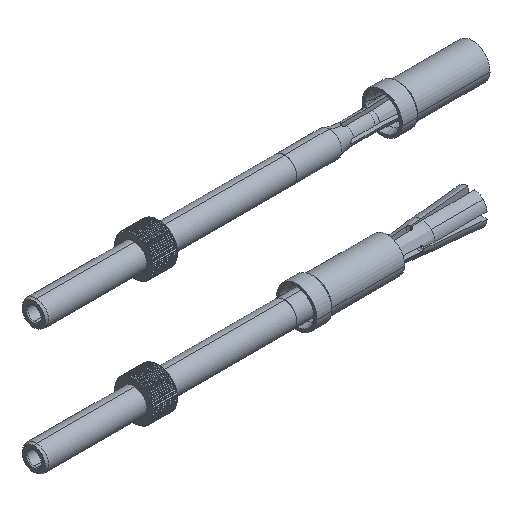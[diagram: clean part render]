
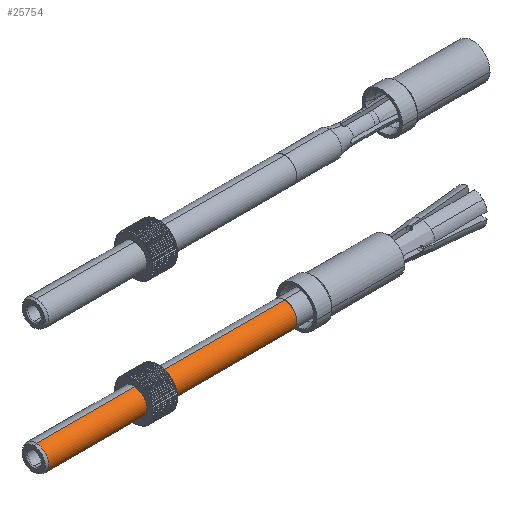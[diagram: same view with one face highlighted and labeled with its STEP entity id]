
A CAD part, isometric view. The second image highlights one B-rep face of the part: STEP entity #25754.
In plain terms, the highlighted cylindrical face has radius 5 mm (diameter 10 mm), a partial arc.
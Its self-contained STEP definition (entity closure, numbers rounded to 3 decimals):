
#4997 = ORIENTED_EDGE ( 'NONE', *, *, #13227, .F. ) ;
#8494 = DIRECTION ( 'NONE',  ( 1., 0., 0. ) ) ;
#13151 = DIRECTION ( 'NONE',  ( 0., 0., -1. ) ) ;
#13227 = EDGE_CURVE ( 'NONE', #54413, #35081, #49234, .T. ) ;
#14514 = VERTEX_POINT ( 'NONE', #34311 ) ;
#15742 = EDGE_LOOP ( 'NONE', ( #32340, #58530, #51996, #4997 ) ) ;
#16908 = CARTESIAN_POINT ( 'NONE',  ( 1., 0., 5. ) ) ;
#17449 = AXIS2_PLACEMENT_3D ( 'NONE', #17918, #54519, #26994 ) ;
#17918 = CARTESIAN_POINT ( 'NONE',  ( 1., 0., 0. ) ) ;
#19415 = DIRECTION ( 'NONE',  ( 0., 0., -1. ) ) ;
#19591 = DIRECTION ( 'NONE',  ( 1., 0., 0. ) ) ;
#19795 = FACE_OUTER_BOUND ( 'NONE', #15742, .T. ) ;
#23264 = DIRECTION ( 'NONE',  ( 1., 0., 0. ) ) ;
#24177 = AXIS2_PLACEMENT_3D ( 'NONE', #36859, #8494, #13151 ) ;
#24645 = LINE ( 'NONE', #32218, #55583 ) ;
#25754 = ADVANCED_FACE ( 'NONE', ( #19795 ), #37093, .T. ) ;
#26994 = DIRECTION ( 'NONE',  ( 0., 0., -1. ) ) ;
#29224 = CARTESIAN_POINT ( 'NONE',  ( 0., 0., 5. ) ) ;
#32031 = DIRECTION ( 'NONE',  ( 1., 0., 0. ) ) ;
#32218 = CARTESIAN_POINT ( 'NONE',  ( 0., 0., -5. ) ) ;
#32340 = ORIENTED_EDGE ( 'NONE', *, *, #54617, .F. ) ;
#34311 = CARTESIAN_POINT ( 'NONE',  ( 1., 0., -5. ) ) ;
#35081 = VERTEX_POINT ( 'NONE', #36098 ) ;
#35930 = EDGE_CURVE ( 'NONE', #38128, #14514, #52389, .T. ) ;
#36098 = CARTESIAN_POINT ( 'NONE',  ( 100., 0., -5. ) ) ;
#36859 = CARTESIAN_POINT ( 'NONE',  ( 0., 0., 0. ) ) ;
#37093 = CYLINDRICAL_SURFACE ( 'NONE', #24177, 5. ) ;
#38128 = VERTEX_POINT ( 'NONE', #16908 ) ;
#38614 = VECTOR ( 'NONE', #19591, 1000. ) ;
#42295 = AXIS2_PLACEMENT_3D ( 'NONE', #46567, #23264, #19415 ) ;
#46567 = CARTESIAN_POINT ( 'NONE',  ( 100., 0., 0. ) ) ;
#49234 = CIRCLE ( 'NONE', #42295, 5. ) ;
#50853 = EDGE_CURVE ( 'NONE', #14514, #35081, #24645, .T. ) ;
#51996 = ORIENTED_EDGE ( 'NONE', *, *, #50853, .T. ) ;
#52389 = CIRCLE ( 'NONE', #17449, 5. ) ;
#54413 = VERTEX_POINT ( 'NONE', #55019 ) ;
#54519 = DIRECTION ( 'NONE',  ( 1., 0., 0. ) ) ;
#54617 = EDGE_CURVE ( 'NONE', #38128, #54413, #58810, .T. ) ;
#55019 = CARTESIAN_POINT ( 'NONE',  ( 100., 0., 5. ) ) ;
#55583 = VECTOR ( 'NONE', #32031, 1000. ) ;
#58530 = ORIENTED_EDGE ( 'NONE', *, *, #35930, .T. ) ;
#58810 = LINE ( 'NONE', #29224, #38614 ) ;
